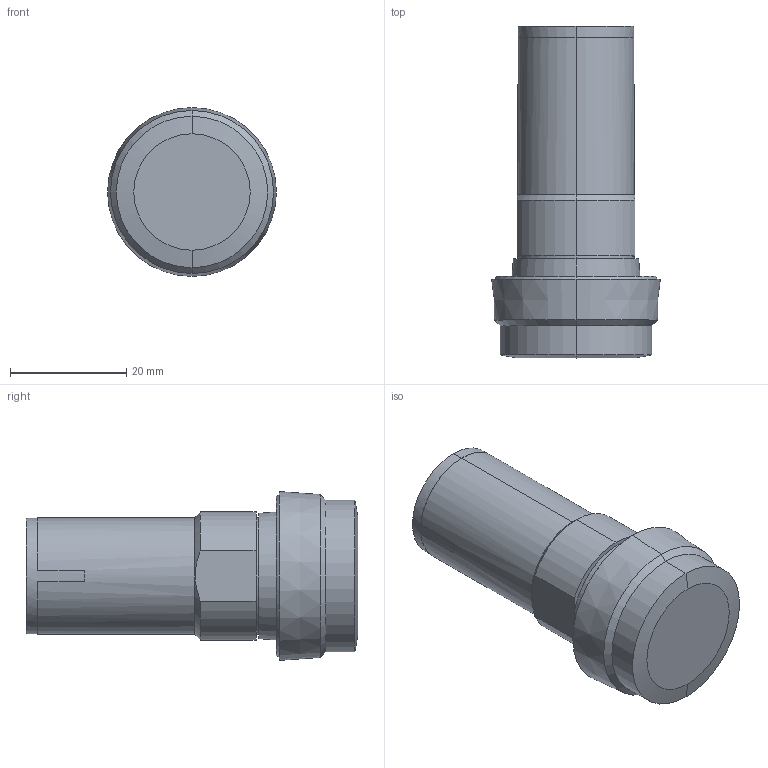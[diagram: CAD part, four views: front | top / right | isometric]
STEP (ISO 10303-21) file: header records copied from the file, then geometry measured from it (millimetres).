
FILE_DESCRIPTION(('starvars output'),'2;1');
FILE_NAME('XB7NJ04B1_3D.stp','18:41:55 2020/04/01',( 'Thomas Industrial Network Germany GmbH'),( 'Thomas Industrial Network Germany GmbH'),'unknown preprocess','ACIS' ,'unknown authorization');
FILE_SCHEMA(('CONFIG_CONTROL_DESIGN {UNKNOWN IMPLEMENTATION LEVEL}'));
Length unit declared in the file: millimetre
Products named in the file (1): PRODUCT_ID_34
Bounding box: 29 x 57 x 29 mm (x, y, z)
Volume: 22443.4 mm3; surface area: 5222.1 mm2
Topology: 1 solids, 1 shells, 41 faces, 94 edges, 60 vertices
Faces by surface type: plane 17, cone 12, cylinder 12
Entity records: 1019 total; most frequent: ORIENTED_EDGE 188, CARTESIAN_POINT 151, DIRECTION 130, EDGE_CURVE 94, VERTEX_POINT 60, EDGE_LOOP 46, FACE_BOUND 46, AXIS2_PLACEMENT_3D 45
